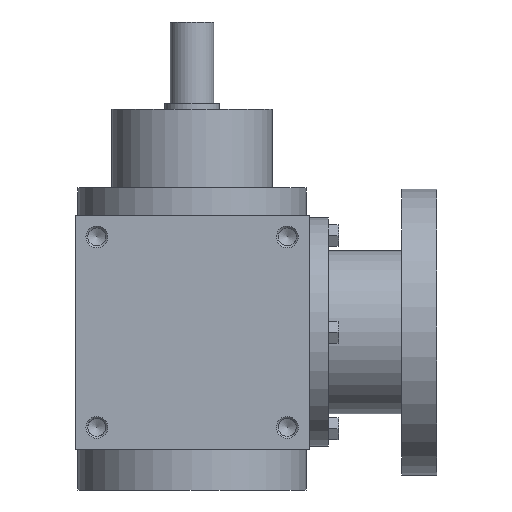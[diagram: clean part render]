
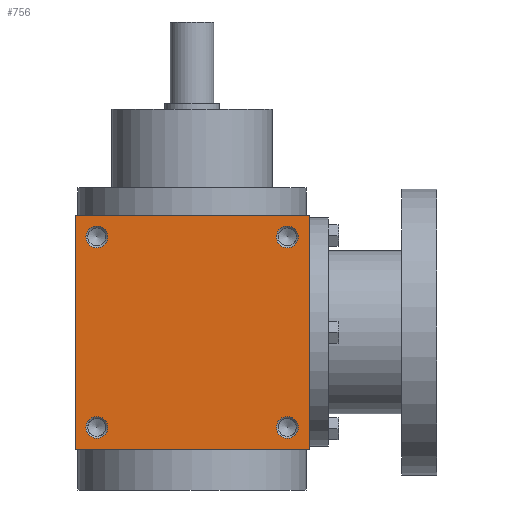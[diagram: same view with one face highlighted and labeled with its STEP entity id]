
A CAD part, front view. The second image highlights one B-rep face of the part: STEP entity #756.
In plain terms, the highlighted planar face has unit normal (0, -1, 0).
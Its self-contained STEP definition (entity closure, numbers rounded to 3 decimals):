
#756 = ADVANCED_FACE( '', ( #1641, #1642, #1643, #1644, #1645 ), #1646, .F. );
#1641 = FACE_BOUND( '', #2644, .T. );
#1642 = FACE_BOUND( '', #2645, .T. );
#1643 = FACE_BOUND( '', #2646, .T. );
#1644 = FACE_BOUND( '', #2647, .T. );
#1645 = FACE_OUTER_BOUND( '', #2648, .T. );
#1646 = PLANE( '', #2649 );
#2644 = EDGE_LOOP( '', ( #4398 ) );
#2645 = EDGE_LOOP( '', ( #4399 ) );
#2646 = EDGE_LOOP( '', ( #4400 ) );
#2647 = EDGE_LOOP( '', ( #4401 ) );
#2648 = EDGE_LOOP( '', ( #4402, #4403, #4404, #4405 ) );
#2649 = AXIS2_PLACEMENT_3D( '', #4406, #4407, #4408 );
#4398 = ORIENTED_EDGE( '', *, *, #5552, .T. );
#4399 = ORIENTED_EDGE( '', *, *, #5642, .T. );
#4400 = ORIENTED_EDGE( '', *, *, #5136, .F. );
#4401 = ORIENTED_EDGE( '', *, *, #5549, .F. );
#4402 = ORIENTED_EDGE( '', *, *, #5725, .T. );
#4403 = ORIENTED_EDGE( '', *, *, #5498, .F. );
#4404 = ORIENTED_EDGE( '', *, *, #5726, .F. );
#4405 = ORIENTED_EDGE( '', *, *, #5398, .T. );
#4406 = CARTESIAN_POINT( '', ( -43., -43., 43. ) );
#4407 = DIRECTION( '', ( 0., 1., 0. ) );
#4408 = DIRECTION( '', ( 0., 0., 1. ) );
#5136 = EDGE_CURVE( '', #5971, #5971, #5972, .T. );
#5398 = EDGE_CURVE( '', #6396, #6394, #6397, .T. );
#5498 = EDGE_CURVE( '', #6542, #6540, #6544, .T. );
#5549 = EDGE_CURVE( '', #6619, #6619, #6620, .T. );
#5552 = EDGE_CURVE( '', #6624, #6624, #6625, .T. );
#5642 = EDGE_CURVE( '', #6747, #6747, #6748, .T. );
#5725 = EDGE_CURVE( '', #6394, #6540, #6859, .T. );
#5726 = EDGE_CURVE( '', #6396, #6542, #6860, .T. );
#5971 = VERTEX_POINT( '', #7147 );
#5972 = CIRCLE( '', #7148, 4. );
#6394 = VERTEX_POINT( '', #7708 );
#6396 = VERTEX_POINT( '', #7711 );
#6397 = LINE( '', #7712, #7713 );
#6540 = VERTEX_POINT( '', #7906 );
#6542 = VERTEX_POINT( '', #7909 );
#6544 = LINE( '', #7912, #7913 );
#6619 = VERTEX_POINT( '', #8005 );
#6620 = CIRCLE( '', #8006, 4. );
#6624 = VERTEX_POINT( '', #8010 );
#6625 = CIRCLE( '', #8011, 4. );
#6747 = VERTEX_POINT( '', #8164 );
#6748 = CIRCLE( '', #8165, 4. );
#6859 = LINE( '', #8298, #8299 );
#6860 = LINE( '', #8300, #8301 );
#7147 = CARTESIAN_POINT( '', ( 35., -43., -39. ) );
#7148 = AXIS2_PLACEMENT_3D( '', #8621, #8622, #8623 );
#7708 = CARTESIAN_POINT( '', ( -43., -43., -43. ) );
#7711 = CARTESIAN_POINT( '', ( -43., -43., 43. ) );
#7712 = CARTESIAN_POINT( '', ( -43., -43., 43. ) );
#7713 = VECTOR( '', #8963, 1000. );
#7906 = CARTESIAN_POINT( '', ( 43., -43., -43. ) );
#7909 = CARTESIAN_POINT( '', ( 43., -43., 43. ) );
#7912 = CARTESIAN_POINT( '', ( 43., -43., 43. ) );
#7913 = VECTOR( '', #9086, 1000. );
#8005 = CARTESIAN_POINT( '', ( 35., -43., 31. ) );
#8006 = AXIS2_PLACEMENT_3D( '', #9152, #9153, #9154 );
#8010 = CARTESIAN_POINT( '', ( -35., -43., -31. ) );
#8011 = AXIS2_PLACEMENT_3D( '', #9158, #9159, #9160 );
#8164 = CARTESIAN_POINT( '', ( -35., -43., 39. ) );
#8165 = AXIS2_PLACEMENT_3D( '', #9279, #9280, #9281 );
#8298 = CARTESIAN_POINT( '', ( -43., -43., -43. ) );
#8299 = VECTOR( '', #9389, 1000. );
#8300 = CARTESIAN_POINT( '', ( -43., -43., 43. ) );
#8301 = VECTOR( '', #9390, 1000. );
#8621 = CARTESIAN_POINT( '', ( 35., -43., -35. ) );
#8622 = DIRECTION( '', ( 0., -1., 0. ) );
#8623 = DIRECTION( '', ( 0., 0., -1. ) );
#8963 = DIRECTION( '', ( 0., 0., -1. ) );
#9086 = DIRECTION( '', ( 0., 0., -1. ) );
#9152 = CARTESIAN_POINT( '', ( 35., -43., 35. ) );
#9153 = DIRECTION( '', ( 0., -1., 0. ) );
#9154 = DIRECTION( '', ( 0., 0., -1. ) );
#9158 = CARTESIAN_POINT( '', ( -35., -43., -35. ) );
#9159 = DIRECTION( '', ( 0., 1., 0. ) );
#9160 = DIRECTION( '', ( 0., 0., 1. ) );
#9279 = CARTESIAN_POINT( '', ( -35., -43., 35. ) );
#9280 = DIRECTION( '', ( 0., 1., 0. ) );
#9281 = DIRECTION( '', ( 0., 0., 1. ) );
#9389 = DIRECTION( '', ( 1., 0., 0. ) );
#9390 = DIRECTION( '', ( 1., 0., 0. ) );
